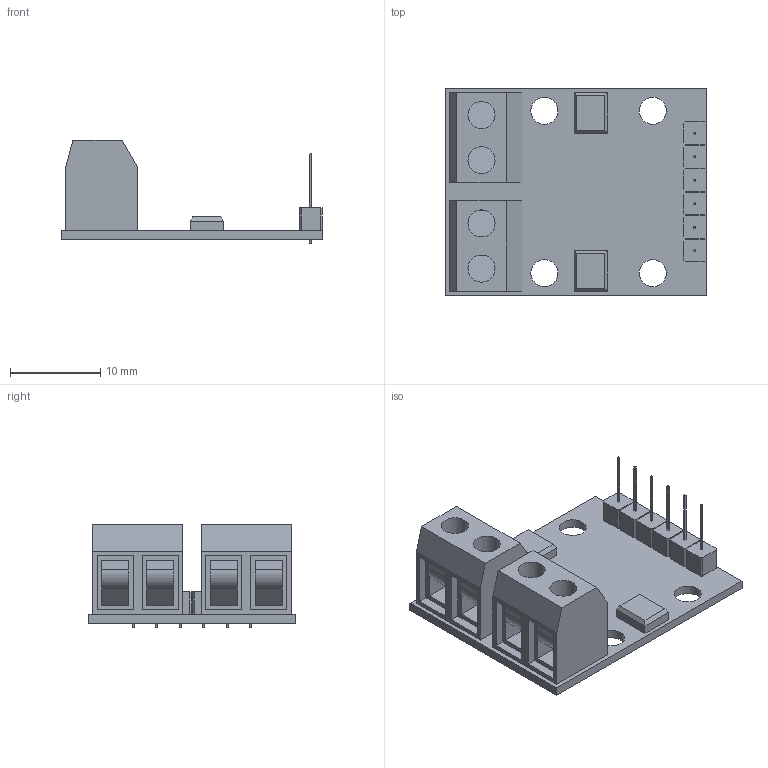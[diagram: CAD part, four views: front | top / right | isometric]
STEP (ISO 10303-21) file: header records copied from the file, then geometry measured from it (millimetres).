
FILE_DESCRIPTION(/* description */ (''),/* implementation_level */ '2;1');
FILE_NAME(/* name */ '118b01fe-8d61-4b5e-b3a8-2778a66661d7.stp',/* time_stamp */ '2020-02-22T19:29:46+00:00',/* author */ (''),/* organization */ (''),/* preprocessor_version */ 'ST-DEVELOPER v18',/* originating_system */ 'Autodesk Translation Framework v8.12.0.6',/* authorisation */ '');
FILE_SCHEMA (('AUTOMOTIVE_DESIGN { 1 0 10303 214 3 1 1 }'));
Length unit declared in the file: millimetre
Products named in the file (2): L9110S Motor Driver; L9110S Motor Driver_1
Assembly tree (1 placements, depth 2):
  L9110S Motor Driver
    L9110S Motor Driver_1
Bounding box: 29 x 23 x 11.5 mm (x, y, z)
Volume: 1756.1 mm3; surface area: 2980.8 mm2
Topology: 1 solids, 1 shells, 311 faces, 784 edges, 488 vertices
Faces by surface type: plane 295, cylinder 16
Full cylindrical faces by diameter (mm): 3 x8
Entity records: 9341 total; most frequent: CARTESIAN_POINT 1586, ORIENTED_EDGE 1568, DIRECTION 1480, EDGE_CURVE 784, LINE 716, VECTOR 716, VERTEX_POINT 488, AXIS2_PLACEMENT_3D 382
